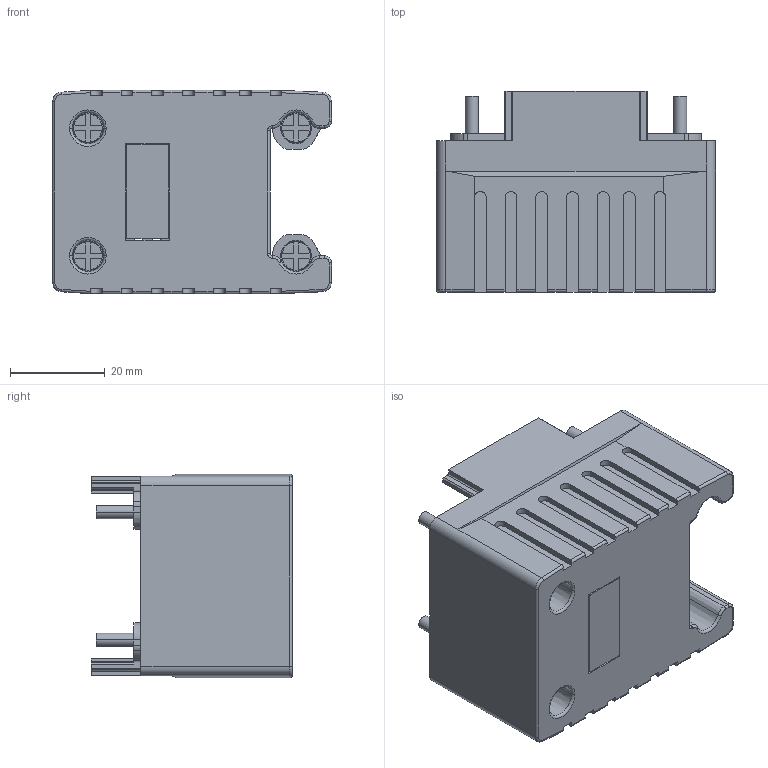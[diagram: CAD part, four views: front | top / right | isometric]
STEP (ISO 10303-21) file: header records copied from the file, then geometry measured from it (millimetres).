
FILE_DESCRIPTION((''),'2;1');
FILE_NAME('0','2017-09-25T',('tl.yang'),(''),'PRO/ENGINEER BY PARAMETRIC TECHNOLOGY CORPORATION, 2011500','PRO/ENGINEER BY PARAMETRIC TECHNOLOGY CORPORATION, 2011500','');
FILE_SCHEMA(('CONFIG_CONTROL_DESIGN'));
Length unit declared in the file: millimetre
Products named in the file (1): 0
Bounding box: 59 x 42.6 x 43 mm (x, y, z)
Volume: 26564.8 mm3; surface area: 23363.8 mm2
Topology: 1 solids, 1 shells, 512 faces, 1443 edges, 936 vertices
Faces by surface type: plane 321, cylinder 126, cone 32, torus 18, bspline 9, sphere 6
Entity records: 16893 total; most frequent: CARTESIAN_POINT 3421, ORIENTED_EDGE 2886, DIRECTION 2752, EDGE_CURVE 1443, VECTOR 1026, LINE 1026, VERTEX_POINT 936, AXIS2_PLACEMENT_3D 863
